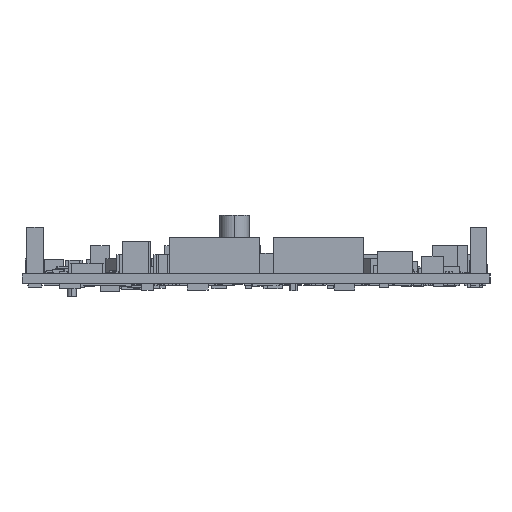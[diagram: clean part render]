
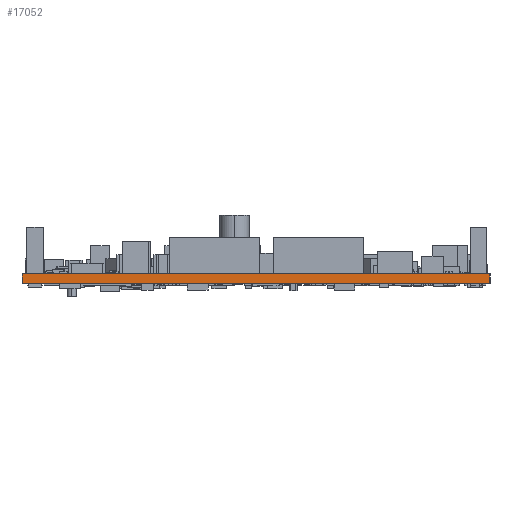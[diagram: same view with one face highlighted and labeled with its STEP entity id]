
A CAD part, left-side view. The second image highlights one B-rep face of the part: STEP entity #17052.
In plain terms, the highlighted planar face has unit normal (-1, 0, 0).
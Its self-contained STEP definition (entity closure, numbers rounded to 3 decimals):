
#122 = LINE ( 'NONE', #12805, #9079 ) ;
#1458 = LINE ( 'NONE', #40979, #16684 ) ;
#3133 = VERTEX_POINT ( 'NONE', #38593 ) ;
#4247 = CARTESIAN_POINT ( 'NONE',  ( 0., 160., 3.192 ) ) ;
#6168 = DIRECTION ( 'NONE',  ( 1., 0., 0. ) ) ;
#7806 = ORIENTED_EDGE ( 'NONE', *, *, #27303, .T. ) ;
#8398 = ORIENTED_EDGE ( 'NONE', *, *, #17965, .T. ) ;
#8954 = FACE_OUTER_BOUND ( 'NONE', #25334, .T. ) ;
#9008 = CARTESIAN_POINT ( 'NONE',  ( 0., 0., 0. ) ) ;
#9079 = VECTOR ( 'NONE', #36052, 1000. ) ;
#12391 = CARTESIAN_POINT ( 'NONE',  ( 0., 0., 3.192 ) ) ;
#12805 = CARTESIAN_POINT ( 'NONE',  ( 0., 0., 3.192 ) ) ;
#13833 = VECTOR ( 'NONE', #37410, 1000. ) ;
#16684 = VECTOR ( 'NONE', #31311, 1000. ) ;
#17052 = ADVANCED_FACE ( 'NONE', ( #8954 ), #21831, .F. ) ;
#17965 = EDGE_CURVE ( 'NONE', #23241, #29097, #35046, .T. ) ;
#19244 = DIRECTION ( 'NONE',  ( 0., 0., -1. ) ) ;
#21486 = CARTESIAN_POINT ( 'NONE',  ( 0., 160., 3.192 ) ) ;
#21831 = PLANE ( 'NONE',  #34502 ) ;
#23241 = VERTEX_POINT ( 'NONE', #30168 ) ;
#24753 = LINE ( 'NONE', #21486, #13833 ) ;
#25227 = VERTEX_POINT ( 'NONE', #4247 ) ;
#25334 = EDGE_LOOP ( 'NONE', ( #8398, #27169, #39441, #7806 ) ) ;
#27169 = ORIENTED_EDGE ( 'NONE', *, *, #37440, .F. ) ;
#27303 = EDGE_CURVE ( 'NONE', #25227, #23241, #24753, .T. ) ;
#29097 = VERTEX_POINT ( 'NONE', #29582 ) ;
#29582 = CARTESIAN_POINT ( 'NONE',  ( 0., 0., 0. ) ) ;
#30168 = CARTESIAN_POINT ( 'NONE',  ( 0., 160., 0. ) ) ;
#31311 = DIRECTION ( 'NONE',  ( 0., 0., -1. ) ) ;
#33912 = VECTOR ( 'NONE', #34824, 1000. ) ;
#34502 = AXIS2_PLACEMENT_3D ( 'NONE', #12391, #6168, #19244 ) ;
#34824 = DIRECTION ( 'NONE',  ( 0., -1., 0. ) ) ;
#35046 = LINE ( 'NONE', #9008, #33912 ) ;
#36052 = DIRECTION ( 'NONE',  ( 0., -1., 0. ) ) ;
#37410 = DIRECTION ( 'NONE',  ( 0., 0., -1. ) ) ;
#37440 = EDGE_CURVE ( 'NONE', #3133, #29097, #1458, .T. ) ;
#38593 = CARTESIAN_POINT ( 'NONE',  ( 0., 0., 3.192 ) ) ;
#39015 = EDGE_CURVE ( 'NONE', #25227, #3133, #122, .T. ) ;
#39441 = ORIENTED_EDGE ( 'NONE', *, *, #39015, .F. ) ;
#40979 = CARTESIAN_POINT ( 'NONE',  ( 0., 0., 3.192 ) ) ;
